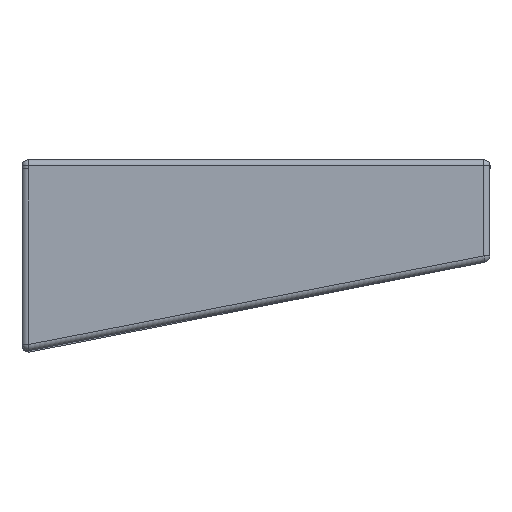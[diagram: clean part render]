
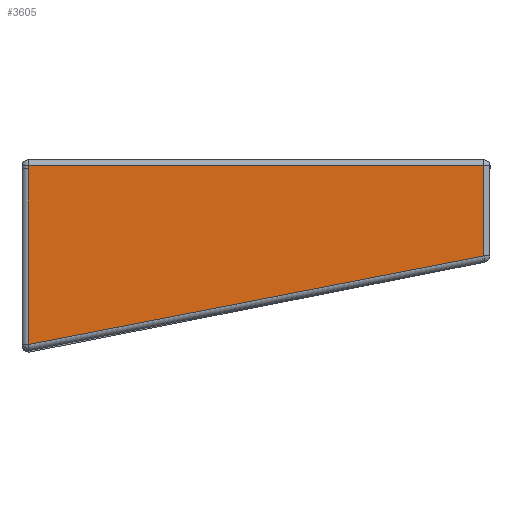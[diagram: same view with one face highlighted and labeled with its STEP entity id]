
A CAD part, left-side view. The second image highlights one B-rep face of the part: STEP entity #3605.
In plain terms, the highlighted planar face has unit normal (-1, 0, 0).
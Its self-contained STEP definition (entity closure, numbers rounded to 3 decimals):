
#98=PLANE('',#3850);
#274=FACE_OUTER_BOUND('',#525,.T.);
#525=EDGE_LOOP('',(#2851,#2852,#2853,#2854,#2855));
#711=LINE('',#5101,#1158);
#712=LINE('',#5104,#1159);
#722=LINE('',#5143,#1169);
#837=LINE('',#5377,#1284);
#955=LINE('',#5626,#1402);
#1158=VECTOR('',#4113,10.);
#1159=VECTOR('',#4116,10.);
#1169=VECTOR('',#4166,10.);
#1284=VECTOR('',#4291,10.);
#1402=VECTOR('',#4441,10.);
#1680=VERTEX_POINT('',#5096);
#1681=VERTEX_POINT('',#5099);
#1682=VERTEX_POINT('',#5103);
#1691=VERTEX_POINT('',#5141);
#1805=VERTEX_POINT('',#5376);
#2018=EDGE_CURVE('',#1681,#1680,#711,.T.);
#2019=EDGE_CURVE('',#1680,#1682,#712,.T.);
#2039=EDGE_CURVE('',#1691,#1681,#722,.T.);
#2156=EDGE_CURVE('',#1682,#1805,#837,.T.);
#2281=EDGE_CURVE('',#1805,#1691,#955,.T.);
#2851=ORIENTED_EDGE('',*,*,#2018,.F.);
#2852=ORIENTED_EDGE('',*,*,#2039,.F.);
#2853=ORIENTED_EDGE('',*,*,#2281,.F.);
#2854=ORIENTED_EDGE('',*,*,#2156,.F.);
#2855=ORIENTED_EDGE('',*,*,#2019,.F.);
#3605=ADVANCED_FACE('',(#274),#98,.T.);
#3850=AXIS2_PLACEMENT_3D('',#5625,#4439,#4440);
#4113=DIRECTION('',(0.,0.,1.));
#4116=DIRECTION('',(0.,0.,1.));
#4166=DIRECTION('',(0.,0.982,-0.191));
#4291=DIRECTION('',(0.,-1.,0.));
#4439=DIRECTION('center_axis',(-1.,0.,0.));
#4440=DIRECTION('ref_axis',(0.,-1.,0.));
#4441=DIRECTION('',(0.,0.,-1.));
#5096=CARTESIAN_POINT('',(2.,-0.995,0.));
#5099=CARTESIAN_POINT('',(2.,-0.995,-28.599));
#5101=CARTESIAN_POINT('',(2.,-0.995,-14.906));
#5103=CARTESIAN_POINT('',(2.,-0.995,0.5));
#5104=CARTESIAN_POINT('',(2.,-0.995,0.));
#5141=CARTESIAN_POINT('',(2.,-75.195,-14.176));
#5143=CARTESIAN_POINT('',(2.,-40.696,-20.882));
#5376=CARTESIAN_POINT('',(2.,-75.195,0.5));
#5377=CARTESIAN_POINT('',(2.,-19.045,0.5));
#5625=CARTESIAN_POINT('Origin',(2.,0.005,0.));
#5626=CARTESIAN_POINT('',(2.,-75.195,0.));
